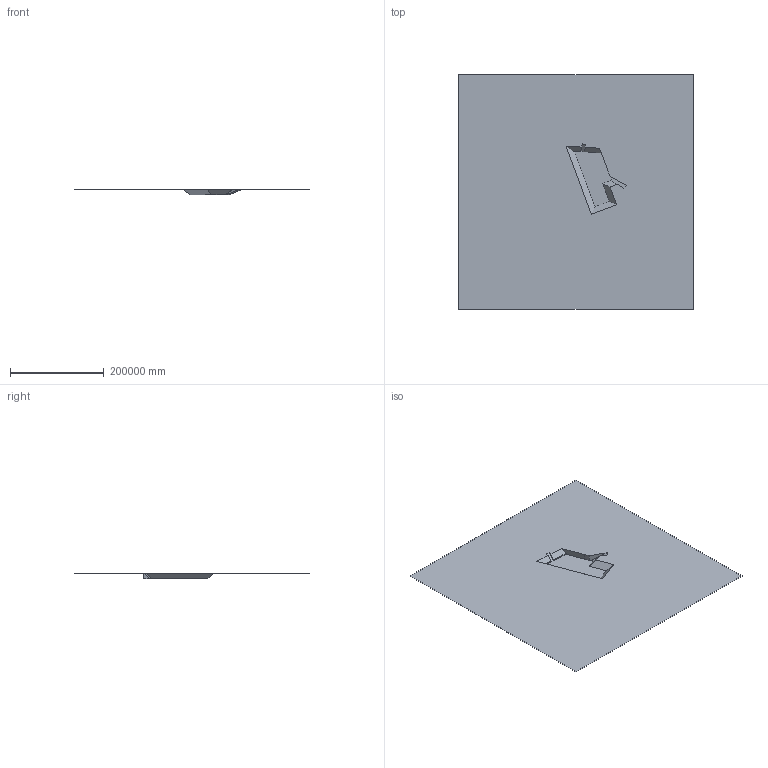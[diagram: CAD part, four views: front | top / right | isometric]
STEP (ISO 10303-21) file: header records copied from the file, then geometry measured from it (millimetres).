
FILE_DESCRIPTION (( 'STEP AP203' ), '1' );
FILE_NAME ('Part5_Default_sldprt.STEP', '2023-03-20T08:06:19', ( '' ), ( '' ), 'SwSTEP 2.0', 'SolidWorks 2019', '' );
FILE_SCHEMA (( 'CONFIG_CONTROL_DESIGN' ));
Length unit declared in the file: metre
Products named in the file (1): Part5_Default_sldprt
Bounding box: 500000 x 500000 x 12190 mm (x, y, z)
Volume: 3250871464853.5 mm3; surface area: 506001349489.6 mm2
Topology: 1 solids, 1 shells, 44 faces, 116 edges, 76 vertices
Faces by surface type: plane 44
Entity records: 1405 total; most frequent: CARTESIAN_POINT 237, ORIENTED_EDGE 232, DIRECTION 206, EDGE_CURVE 116, LINE 116, VECTOR 116, VERTEX_POINT 76, EDGE_LOOP 46
